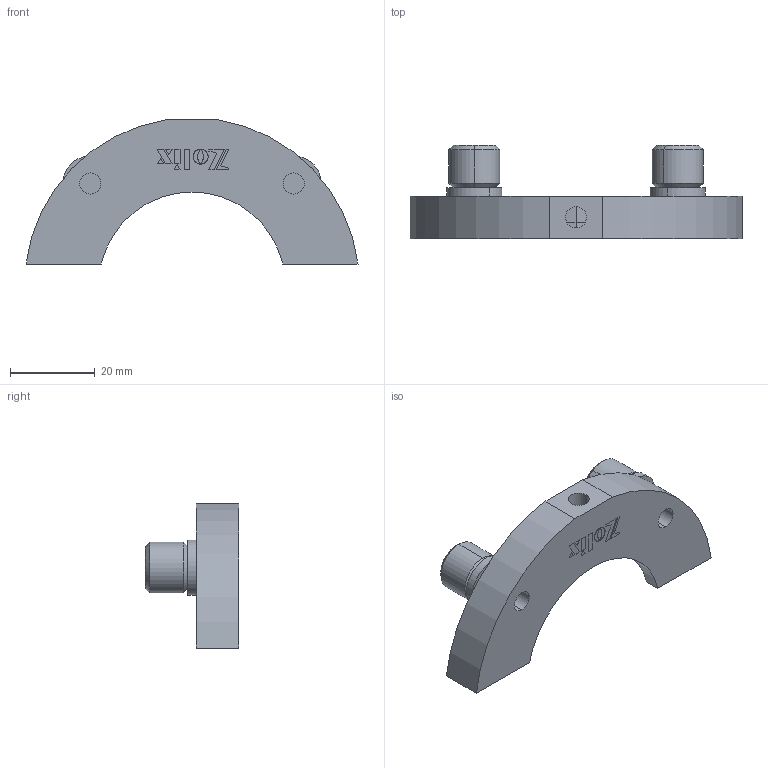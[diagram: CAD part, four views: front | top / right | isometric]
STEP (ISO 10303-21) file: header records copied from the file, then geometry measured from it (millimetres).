
FILE_DESCRIPTION (( 'STEP AP203' ), '1' );
FILE_NAME ('APID42-GD.STEP', '2022-07-19T09:20:54', ( '' ), ( '' ), 'SwSTEP 2.0', 'SolidWorks 2021', '' );
FILE_SCHEMA (( 'CONFIG_CONTROL_DESIGN' ));
Length unit declared in the file: millimetre
Products named in the file (1): APID42-GD
Bounding box: 78.36 x 22 x 34 mm (x, y, z)
Surface area: 7002.2 mm2 (no closed solid volume)
Topology: 0 solids, 8 shells, 71 faces, 407 edges, 344 vertices
Faces by surface type: plane 43, cylinder 20, cone 8
Entity records: 4019 total; most frequent: CARTESIAN_POINT 823, DIRECTION 607, ORIENTED_EDGE 542, EDGE_CURVE 407, LINE 351, VECTOR 351, VERTEX_POINT 344, AXIS2_PLACEMENT_3D 128
